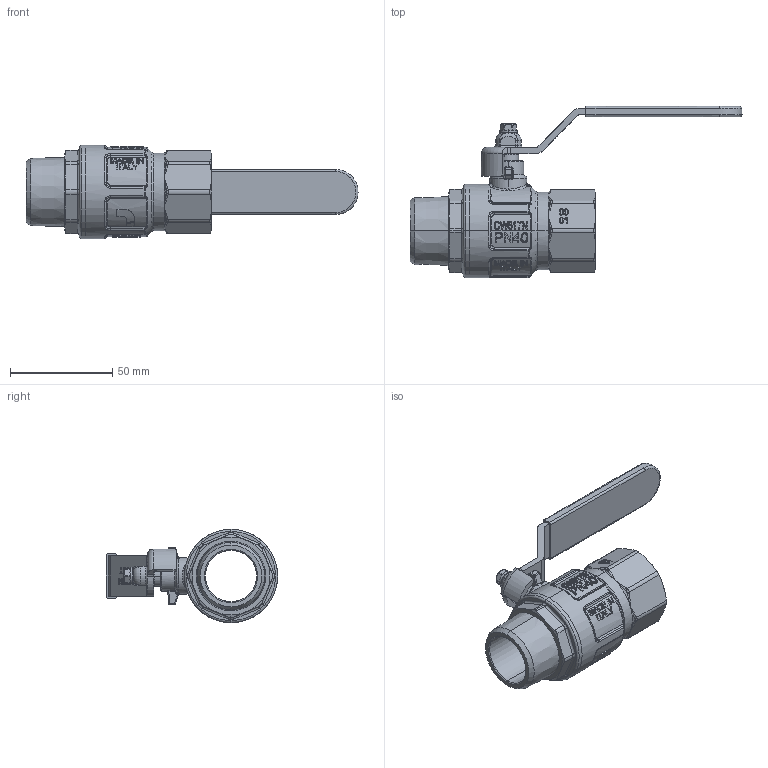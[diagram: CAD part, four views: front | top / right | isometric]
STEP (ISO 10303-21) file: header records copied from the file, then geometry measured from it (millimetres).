
FILE_DESCRIPTION (( 'STEP AP203' ), '1' );
FILE_NAME ('377B100.step', '2019-03-06T14:17:18', ( '' ), ( '' ), 'SwSTEP 2.0', 'SolidWorks 2018', '' );
FILE_SCHEMA (( 'CONFIG_CONTROL_DESIGN' ));
Products named in the file (1): 377B100
Bounding box: 162 x 83.55 x 45.5 mm (x, y, z)
Surface area: 30130.6 mm2 (no closed solid volume)
Topology: 0 solids, 7 shells, 960 faces, 3000 edges, 2012 vertices
Faces by surface type: plane 352, bspline 318, cylinder 159, torus 67, cone 52, sphere 12
Entity records: 46604 total; most frequent: CARTESIAN_POINT 23024, ORIENTED_EDGE 5257, DIRECTION 3885, EDGE_CURVE 2972, VERTEX_POINT 2012, VECTOR 1341, LINE 1341, AXIS2_PLACEMENT_3D 1272
